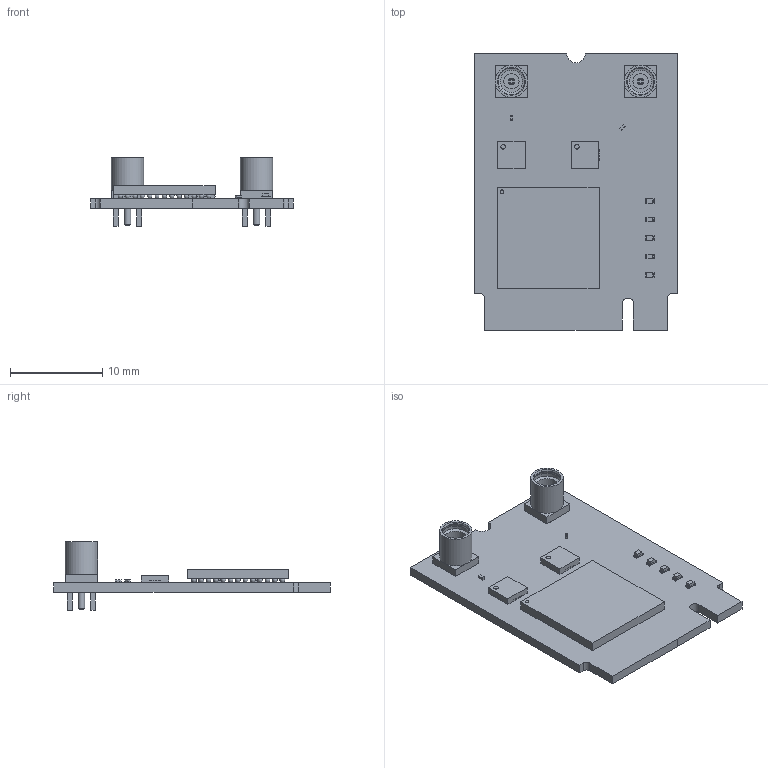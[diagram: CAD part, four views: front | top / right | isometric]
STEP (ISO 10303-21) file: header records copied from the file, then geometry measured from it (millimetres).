
FILE_DESCRIPTION(('KiCad electronic assembly'),'2;1');
FILE_NAME('wifi-card-model.step','2020-03-31T03:20:37',('An Author'),( 'A Company'),'Open CASCADE STEP processor 7.4', 'KiCad to STEP converter','Unknown');
FILE_SCHEMA(('AUTOMOTIVE_DESIGN { 1 0 10303 214 1 1 1 1 }'));
Length unit declared in the file: millimetre
Products named in the file (12): Open CASCADE STEP translator 7.4 1; BGA-169_11.0x11.0mm_Layout13x13_P0.8mm_Ball0.5mm_Pad0.4mm_NSMD; SOLID; QFN-12-1EP_3x3mm_P0.5mm_EP1.65x1.65mm; C_0201_0603Metric; LED_0402_1005Metric; MMCX_Molex_73415-1471_Vertical; COMPOUND
Assembly tree (18 placements, depth 3):
  Open CASCADE STEP translator 7.4 1
    BGA-169_11.0x11.0mm_Layout13x13_P0.8mm_Ball0.5mm_Pad0.4mm_NSMD
      SOLID
    QFN-12-1EP_3x3mm_P0.5mm_EP1.65x1.65mm  x2
      SOLID
    C_0201_0603Metric  x2
      SOLID
    LED_0402_1005Metric  x5
      SOLID
    MMCX_Molex_73415-1471_Vertical  x2
      SOLID
    COMPOUND
Bounding box: 22 x 30 x 7.44 mm (x, y, z)
Volume: 845.5 mm3; surface area: 2093.8 mm2
Topology: 13 solids, 15 shells, 679 faces, 1785 edges, 1170 vertices
Faces by surface type: plane 494, cylinder 129, sphere 48, cone 8
Full cylindrical faces by diameter (mm): 0.4 x1, 0.5 x2, 0.71 x4, 0.84 x10, 1.65 x2, 2.41 x2, 2.54 x2, 2.88 x2, 3.01 x2, 3.51 x2
Entity records: 22791 total; most frequent: CARTESIAN_POINT 4813, DIRECTION 3037, LINE 1856, VECTOR 1856, ORIENTED_EDGE 1530, PCURVE 1530, DEFINITIONAL_REPRESENTATION 1530, EDGE_CURVE 765
